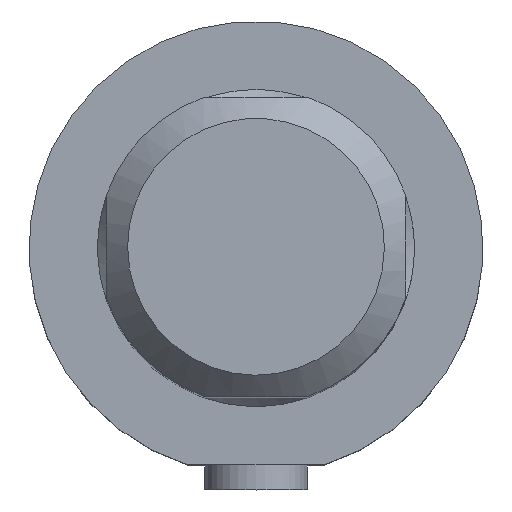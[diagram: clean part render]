
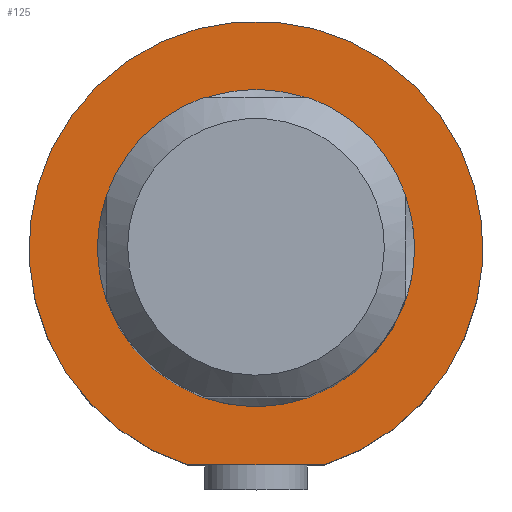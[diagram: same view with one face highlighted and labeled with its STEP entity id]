
A CAD part, top view. The second image highlights one B-rep face of the part: STEP entity #125.
In plain terms, the highlighted planar face has unit normal (0, 0, 1).
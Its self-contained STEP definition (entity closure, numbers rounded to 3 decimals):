
#84=LINE('',#706,#102);
#102=VECTOR('',#573,1.);
#125=ADVANCED_FACE('',(#167,#168),#153,.F.);
#153=PLANE('',#507);
#167=FACE_BOUND('',#187,.T.);
#168=FACE_BOUND('',#188,.T.);
#187=EDGE_LOOP('',(#233));
#188=EDGE_LOOP('',(#234,#235));
#233=ORIENTED_EDGE('',*,*,#397,.T.);
#234=ORIENTED_EDGE('',*,*,#393,.F.);
#235=ORIENTED_EDGE('',*,*,#398,.F.);
#349=VERTEX_POINT('',#705);
#350=VERTEX_POINT('',#707);
#353=VERTEX_POINT('',#715);
#393=EDGE_CURVE('',#349,#350,#84,.T.);
#397=EDGE_CURVE('',#353,#353,#453,.T.);
#398=EDGE_CURVE('',#350,#349,#454,.T.);
#453=CIRCLE('',#505,15.865);
#454=CIRCLE('',#506,22.75);
#505=AXIS2_PLACEMENT_3D('',#714,#580,#581);
#506=AXIS2_PLACEMENT_3D('',#716,#582,#583);
#507=AXIS2_PLACEMENT_3D('',#717,#584,#585);
#573=DIRECTION('',(-1.,0.,0.));
#580=DIRECTION('',(0.,0.,-1.));
#581=DIRECTION('',(-1.,0.,0.));
#582=DIRECTION('',(0.,0.,-1.));
#583=DIRECTION('',(-1.,0.,0.));
#584=DIRECTION('',(0.,0.,-1.));
#585=DIRECTION('',(1.,0.,0.));
#705=CARTESIAN_POINT('',(6.832,-21.7,0.));
#706=CARTESIAN_POINT('',(-15.865,-21.7,0.));
#707=CARTESIAN_POINT('',(-6.832,-21.7,0.));
#714=CARTESIAN_POINT('',(0.,0.,0.));
#715=CARTESIAN_POINT('',(-15.865,0.,0.));
#716=CARTESIAN_POINT('',(0.,0.,0.));
#717=CARTESIAN_POINT('',(-15.865,0.,0.));
